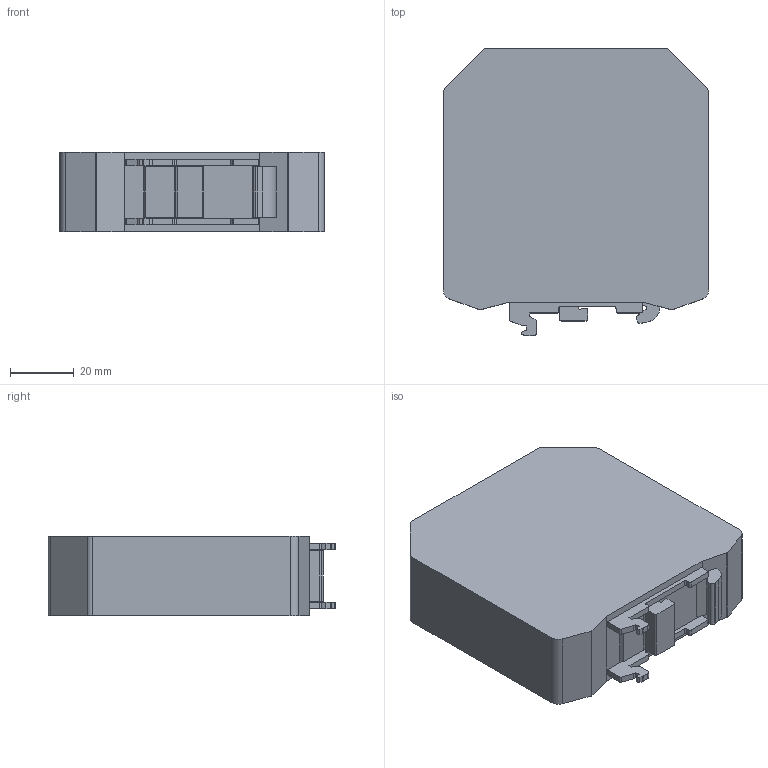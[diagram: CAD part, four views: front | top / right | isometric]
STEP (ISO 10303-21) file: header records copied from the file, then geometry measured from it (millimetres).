
FILE_DESCRIPTION((''),'2;1');
FILE_NAME('PRT0001','2021-12-21T',('Administrator'),(''),'PRO/ENGINEER BY PARAMETRIC TECHNOLOGY CORPORATION, 2013230','PRO/ENGINEER BY PARAMETRIC TECHNOLOGY CORPORATION, 2013230','');
FILE_SCHEMA(('CONFIG_CONTROL_DESIGN'));
Length unit declared in the file: millimetre
Products named in the file (1): PRT0001
Bounding box: 83.5 x 90.51 x 25 mm (x, y, z)
Volume: 165357.1 mm3; surface area: 22114.5 mm2
Topology: 1 solids, 1 shells, 105 faces, 300 edges, 200 vertices
Faces by surface type: plane 66, cylinder 39
Entity records: 3470 total; most frequent: CARTESIAN_POINT 605, ORIENTED_EDGE 600, DIRECTION 588, EDGE_CURVE 300, VECTOR 222, LINE 222, VERTEX_POINT 200, AXIS2_PLACEMENT_3D 183
